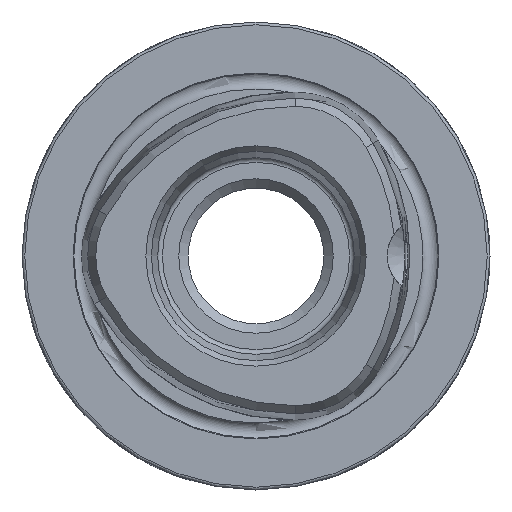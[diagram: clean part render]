
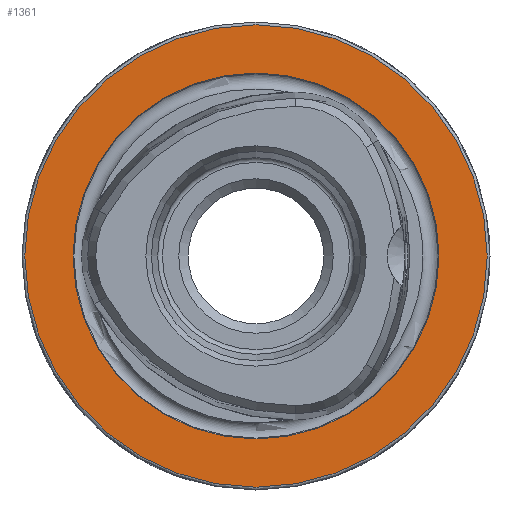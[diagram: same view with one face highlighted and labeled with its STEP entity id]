
A CAD part, left-side view. The second image highlights one B-rep face of the part: STEP entity #1361.
In plain terms, the highlighted planar face has unit normal (-1, 0, 0).
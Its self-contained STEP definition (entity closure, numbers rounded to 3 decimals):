
#12 = CARTESIAN_POINT ( 'NONE',  ( 0., 0., 24.7 ) ) ;
#466 = DIRECTION ( 'NONE',  ( 0., 0., 1. ) ) ;
#899 = FACE_OUTER_BOUND ( 'NONE', #3859, .T. ) ;
#1283 = CIRCLE ( 'NONE', #2308, 24.7 ) ;
#1361 = ADVANCED_FACE ( 'NONE', ( #4046, #899 ), #1716, .F. ) ;
#1457 = VERTEX_POINT ( 'NONE', #1825 ) ;
#1531 = DIRECTION ( 'NONE',  ( -1., 0., 0. ) ) ;
#1716 = PLANE ( 'NONE',  #4121 ) ;
#1825 = CARTESIAN_POINT ( 'NONE',  ( 0., 0., 19.55 ) ) ;
#2014 = CIRCLE ( 'NONE', #2904, 19.55 ) ;
#2079 = DIRECTION ( 'NONE',  ( 1., 0., 0. ) ) ;
#2308 = AXIS2_PLACEMENT_3D ( 'NONE', #2418, #4260, #3490 ) ;
#2408 = VERTEX_POINT ( 'NONE', #12 ) ;
#2418 = CARTESIAN_POINT ( 'NONE',  ( 0., 0., 0. ) ) ;
#2715 = EDGE_CURVE ( 'NONE', #2408, #2408, #1283, .T. ) ;
#2842 = EDGE_LOOP ( 'NONE', ( #4341 ) ) ;
#2904 = AXIS2_PLACEMENT_3D ( 'NONE', #2969, #1531, #466 ) ;
#2969 = CARTESIAN_POINT ( 'NONE',  ( 0., 0., 0. ) ) ;
#3201 = EDGE_CURVE ( 'NONE', #1457, #1457, #2014, .T. ) ;
#3490 = DIRECTION ( 'NONE',  ( 0., 0., 1. ) ) ;
#3859 = EDGE_LOOP ( 'NONE', ( #4480 ) ) ;
#4046 = FACE_BOUND ( 'NONE', #2842, .T. ) ;
#4121 = AXIS2_PLACEMENT_3D ( 'NONE', #4263, #2079, #4671 ) ;
#4260 = DIRECTION ( 'NONE',  ( -1., 0., 0. ) ) ;
#4263 = CARTESIAN_POINT ( 'NONE',  ( 0., 19.55, 0. ) ) ;
#4341 = ORIENTED_EDGE ( 'NONE', *, *, #3201, .F. ) ;
#4480 = ORIENTED_EDGE ( 'NONE', *, *, #2715, .T. ) ;
#4671 = DIRECTION ( 'NONE',  ( 0., 0., -1. ) ) ;
